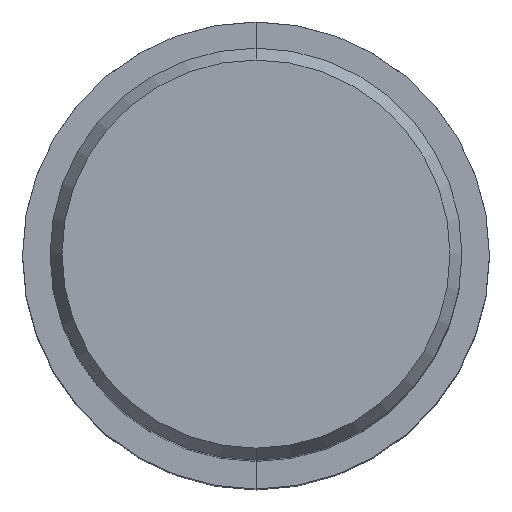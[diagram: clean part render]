
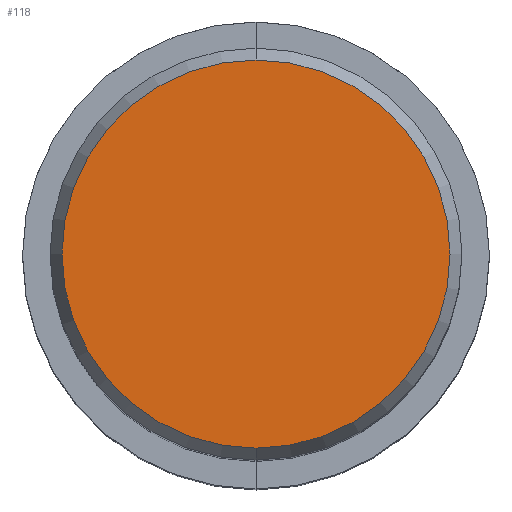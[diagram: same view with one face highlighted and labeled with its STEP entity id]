
A CAD part, top view. The second image highlights one B-rep face of the part: STEP entity #118.
In plain terms, the highlighted planar face has unit normal (0, 0, 1).
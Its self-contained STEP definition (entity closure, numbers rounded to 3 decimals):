
#108=VERTEX_POINT('',#265);
#110=VERTEX_POINT('',#267);
#118=ADVANCED_FACE('',(#275),#276,.T.);
#124=EDGE_CURVE('',#110,#108,#283,.T.);
#224=EDGE_CURVE('',#108,#110,#398,.T.);
#265=CARTESIAN_POINT('',(0.0,14.958,0.01));
#267=CARTESIAN_POINT('',(0.,-14.958,0.01));
#275=FACE_OUTER_BOUND('',#448,.T.);
#276=PLANE('',#449);
#283=CIRCLE('',#458,14.958);
#398=CIRCLE('',#603,14.958);
#448=EDGE_LOOP('',(#634,#635));
#449=AXIS2_PLACEMENT_3D('',#636,#637,#638);
#458=AXIS2_PLACEMENT_3D('',#650,#651,#652);
#603=AXIS2_PLACEMENT_3D('',#803,#804,#805);
#634=ORIENTED_EDGE('',*,*,#224,.F.);
#635=ORIENTED_EDGE('',*,*,#124,.F.);
#636=CARTESIAN_POINT('',(0.0,7.479,0.01));
#637=DIRECTION('',(-0.0,0.0,1.0));
#638=DIRECTION('',(0.0,-1.0,0.0));
#650=CARTESIAN_POINT('',(0.0,0.0,0.01));
#651=DIRECTION('',(0.0,0.0,-1.0));
#652=DIRECTION('',(0.0,1.0,0.0));
#803=CARTESIAN_POINT('',(0.0,0.0,0.01));
#804=DIRECTION('',(0.0,0.0,-1.0));
#805=DIRECTION('',(0.0,1.0,0.0));
